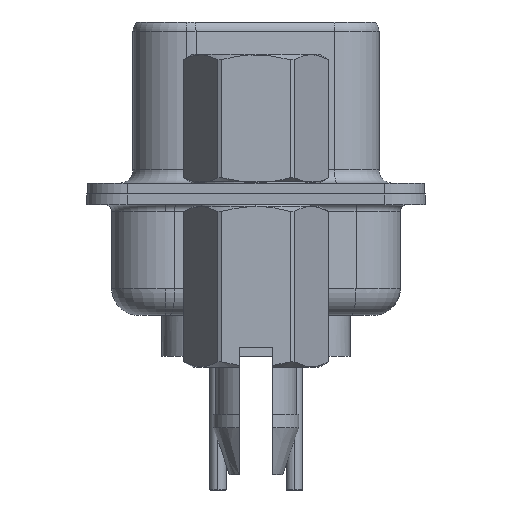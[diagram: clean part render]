
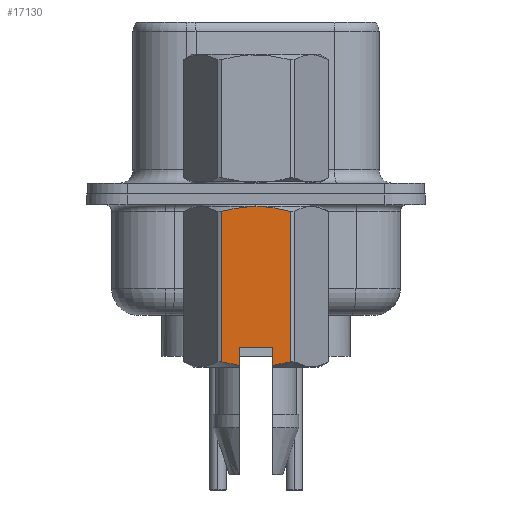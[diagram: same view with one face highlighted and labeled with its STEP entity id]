
A CAD part, left-side view. The second image highlights one B-rep face of the part: STEP entity #17130.
In plain terms, the highlighted planar face has unit normal (-1, 0, 0).
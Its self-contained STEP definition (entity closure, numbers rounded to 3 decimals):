
#391 = DIRECTION ( 'NONE',  ( 0., 0., 1. ) ) ;
#476 = EDGE_CURVE ( 'NONE', #26702, #19603, #16402, .T. ) ;
#478 = VERTEX_POINT ( 'NONE', #24413 ) ;
#541 = B_SPLINE_CURVE_WITH_KNOTS ( 'NONE', 3,
 ( #25586, #4440, #23943, #2778 ),
 .UNSPECIFIED., .F., .F.,
 ( 4, 4 ),
 ( 0.001, 0.002 ),
 .UNSPECIFIED. ) ;
#579 = VERTEX_POINT ( 'NONE', #18614 ) ;
#761 = VERTEX_POINT ( 'NONE', #9329 ) ;
#1170 = CARTESIAN_POINT ( 'NONE',  ( -2.381, -1.273, -6.248 ) ) ;
#1304 = ORIENTED_EDGE ( 'NONE', *, *, #6526, .T. ) ;
#1377 = ORIENTED_EDGE ( 'NONE', *, *, #12704, .F. ) ;
#2256 = CARTESIAN_POINT ( 'NONE',  ( -2.381, 0.625, -5.7 ) ) ;
#2271 = CARTESIAN_POINT ( 'NONE',  ( -2.381, 1.066, -0.596 ) ) ;
#2758 = CARTESIAN_POINT ( 'NONE',  ( -2.381, -1.375, 7.399 ) ) ;
#2778 = CARTESIAN_POINT ( 'NONE',  ( -2.381, 0.625, -6.385 ) ) ;
#3103 = CARTESIAN_POINT ( 'NONE',  ( -2.381, -0.625, -6.385 ) ) ;
#3649 = CARTESIAN_POINT ( 'NONE',  ( -2.381, -1.273, -0.652 ) ) ;
#4158 = LINE ( 'NONE', #12765, #6483 ) ;
#4440 = CARTESIAN_POINT ( 'NONE',  ( -2.381, 1.06, -6.306 ) ) ;
#4557 = CARTESIAN_POINT ( 'NONE',  ( -2.381, 0., -0.468 ) ) ;
#4996 = CARTESIAN_POINT ( 'NONE',  ( -2.381, -1.273, 0.581 ) ) ;
#5658 = EDGE_CURVE ( 'NONE', #8232, #26702, #5783, .T. ) ;
#5783 = B_SPLINE_CURVE_WITH_KNOTS ( 'NONE', 3,
 ( #6551, #12536, #27164, #6411, #2271, #16815 ),
 .UNSPECIFIED., .F., .F.,
 ( 4, 2, 4 ),
 ( 0.004, 0.004, 0.005 ),
 .UNSPECIFIED. ) ;
#5988 = CARTESIAN_POINT ( 'NONE',  ( -2.381, 0., -0.468 ) ) ;
#6104 = ORIENTED_EDGE ( 'NONE', *, *, #12856, .T. ) ;
#6411 = CARTESIAN_POINT ( 'NONE',  ( -2.381, 0.858, -0.55 ) ) ;
#6440 = ORIENTED_EDGE ( 'NONE', *, *, #26333, .T. ) ;
#6483 = VECTOR ( 'NONE', #14562, 1000. ) ;
#6526 = EDGE_CURVE ( 'NONE', #579, #8232, #19635, .T. ) ;
#6551 = CARTESIAN_POINT ( 'NONE',  ( -2.381, 0., -0.468 ) ) ;
#6602 = EDGE_CURVE ( 'NONE', #761, #8700, #21225, .T. ) ;
#6641 = VECTOR ( 'NONE', #24803, 1000. ) ;
#7132 = VECTOR ( 'NONE', #10852, 1000. ) ;
#7420 = EDGE_CURVE ( 'NONE', #12248, #478, #23732, .T. ) ;
#7480 = DIRECTION ( 'NONE',  ( 0., 0., 1. ) ) ;
#8080 = CARTESIAN_POINT ( 'NONE',  ( -2.381, -0.428, -0.485 ) ) ;
#8232 = VERTEX_POINT ( 'NONE', #4557 ) ;
#8260 = CARTESIAN_POINT ( 'NONE',  ( -2.381, -0.625, -5.7 ) ) ;
#8700 = VERTEX_POINT ( 'NONE', #21152 ) ;
#8710 = FACE_OUTER_BOUND ( 'NONE', #22582, .T. ) ;
#8933 = VECTOR ( 'NONE', #21795, 1000. ) ;
#9329 = CARTESIAN_POINT ( 'NONE',  ( -2.381, 0.625, -5.7 ) ) ;
#10166 = CARTESIAN_POINT ( 'NONE',  ( -2.381, -1.065, -0.596 ) ) ;
#10271 = B_SPLINE_CURVE_WITH_KNOTS ( 'NONE', 3,
 ( #3103, #26459, #23859, #18192 ),
 .UNSPECIFIED., .F., .F.,
 ( 4, 4 ),
 ( 0.003, 0.004 ),
 .UNSPECIFIED. ) ;
#10440 = ORIENTED_EDGE ( 'NONE', *, *, #6602, .F. ) ;
#10579 = VERTEX_POINT ( 'NONE', #1170 ) ;
#10852 = DIRECTION ( 'NONE',  ( 0., 0., -1. ) ) ;
#11214 = DIRECTION ( 'NONE',  ( -1., 0., 0. ) ) ;
#12248 = VERTEX_POINT ( 'NONE', #8260 ) ;
#12254 = CARTESIAN_POINT ( 'NONE',  ( -2.381, 1.273, 0.581 ) ) ;
#12536 = CARTESIAN_POINT ( 'NONE',  ( -2.381, 0.215, -0.468 ) ) ;
#12704 = EDGE_CURVE ( 'NONE', #12248, #761, #4158, .T. ) ;
#12765 = CARTESIAN_POINT ( 'NONE',  ( -2.381, -0.625, -5.7 ) ) ;
#12856 = EDGE_CURVE ( 'NONE', #19603, #8700, #541, .T. ) ;
#13158 = PLANE ( 'NONE',  #19229 ) ;
#14562 = DIRECTION ( 'NONE',  ( 0., 1., 0. ) ) ;
#16402 = LINE ( 'NONE', #12254, #6641 ) ;
#16549 = CARTESIAN_POINT ( 'NONE',  ( -2.381, 1.273, -0.652 ) ) ;
#16815 = CARTESIAN_POINT ( 'NONE',  ( -2.381, 1.273, -0.652 ) ) ;
#17130 = ADVANCED_FACE ( 'NONE', ( #8710 ), #13158, .T. ) ;
#17965 = EDGE_CURVE ( 'NONE', #478, #10579, #10271, .T. ) ;
#18192 = CARTESIAN_POINT ( 'NONE',  ( -2.381, -1.273, -6.248 ) ) ;
#18614 = CARTESIAN_POINT ( 'NONE',  ( -2.381, -1.273, -0.652 ) ) ;
#19229 = AXIS2_PLACEMENT_3D ( 'NONE', #2758, #11214, #391 ) ;
#19603 = VERTEX_POINT ( 'NONE', #27182 ) ;
#19635 = B_SPLINE_CURVE_WITH_KNOTS ( 'NONE', 3,
 ( #3649, #10166, #27018, #8080, #24936, #5988 ),
 .UNSPECIFIED., .F., .F.,
 ( 4, 2, 4 ),
 ( 0.003, 0.003, 0.004 ),
 .UNSPECIFIED. ) ;
#21152 = CARTESIAN_POINT ( 'NONE',  ( -2.381, 0.625, -6.385 ) ) ;
#21225 = LINE ( 'NONE', #2256, #7132 ) ;
#21607 = ORIENTED_EDGE ( 'NONE', *, *, #7420, .T. ) ;
#21795 = DIRECTION ( 'NONE',  ( 0., 0., -1. ) ) ;
#21868 = VECTOR ( 'NONE', #7480, 1000. ) ;
#22582 = EDGE_LOOP ( 'NONE', ( #10440, #1377, #21607, #25804, #6440, #1304, #23588, #23145, #6104 ) ) ;
#23145 = ORIENTED_EDGE ( 'NONE', *, *, #476, .T. ) ;
#23449 = CARTESIAN_POINT ( 'NONE',  ( -2.381, -0.625, -5.7 ) ) ;
#23588 = ORIENTED_EDGE ( 'NONE', *, *, #5658, .T. ) ;
#23732 = LINE ( 'NONE', #23449, #8933 ) ;
#23859 = CARTESIAN_POINT ( 'NONE',  ( -2.381, -1.06, -6.306 ) ) ;
#23943 = CARTESIAN_POINT ( 'NONE',  ( -2.381, 0.845, -6.353 ) ) ;
#24413 = CARTESIAN_POINT ( 'NONE',  ( -2.381, -0.625, -6.385 ) ) ;
#24803 = DIRECTION ( 'NONE',  ( 0., 0., -1. ) ) ;
#24936 = CARTESIAN_POINT ( 'NONE',  ( -2.381, -0.215, -0.468 ) ) ;
#25586 = CARTESIAN_POINT ( 'NONE',  ( -2.381, 1.273, -6.248 ) ) ;
#25804 = ORIENTED_EDGE ( 'NONE', *, *, #17965, .T. ) ;
#26333 = EDGE_CURVE ( 'NONE', #10579, #579, #26420, .T. ) ;
#26420 = LINE ( 'NONE', #4996, #21868 ) ;
#26459 = CARTESIAN_POINT ( 'NONE',  ( -2.381, -0.842, -6.354 ) ) ;
#26702 = VERTEX_POINT ( 'NONE', #16549 ) ;
#27018 = CARTESIAN_POINT ( 'NONE',  ( -2.381, -0.853, -0.549 ) ) ;
#27164 = CARTESIAN_POINT ( 'NONE',  ( -2.381, 0.432, -0.485 ) ) ;
#27182 = CARTESIAN_POINT ( 'NONE',  ( -2.381, 1.273, -6.248 ) ) ;
